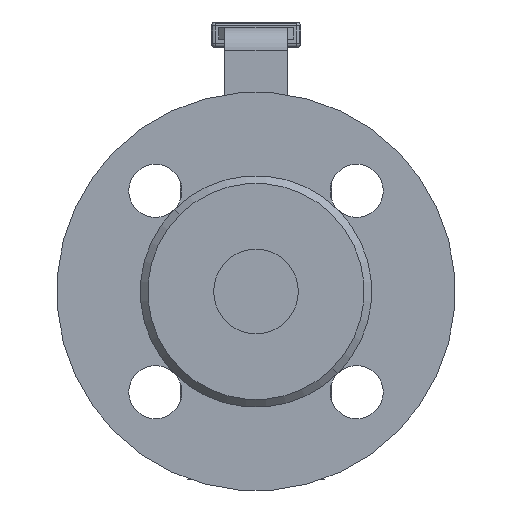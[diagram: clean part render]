
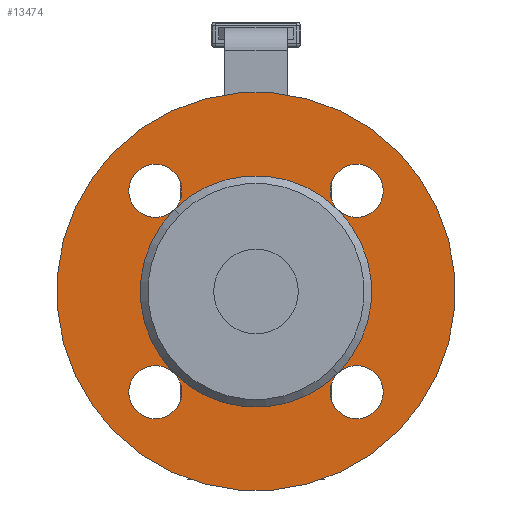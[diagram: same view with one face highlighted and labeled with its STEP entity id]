
A CAD part, left-side view. The second image highlights one B-rep face of the part: STEP entity #13474.
In plain terms, the highlighted planar face has unit normal (-1, 0, 0).
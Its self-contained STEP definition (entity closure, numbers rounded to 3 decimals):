
#11762=CARTESIAN_POINT('',(-80.,21.567,21.567));
#11763=VERTEX_POINT('',#11762);
#11772=CARTESIAN_POINT('',(-80.,31.466,31.466));
#11773=VERTEX_POINT('',#11772);
#11774=CARTESIAN_POINT('',(-80.,26.517,26.517));
#11775=DIRECTION('',(1.,0.,0.));
#11776=DIRECTION('',(0.,-0.707,-0.707));
#11777=AXIS2_PLACEMENT_3D('',#11774,#11775,#11776);
#11778=CIRCLE('',#11777,7.);
#11779=EDGE_CURVE('',#11773,#11763,#11778,.T.);
#11805=CARTESIAN_POINT('',(-80.,21.567,-31.466));
#11806=VERTEX_POINT('',#11805);
#11815=CARTESIAN_POINT('',(-80.,21.567,-21.567));
#11816=VERTEX_POINT('',#11815);
#11817=CARTESIAN_POINT('',(-80.,26.517,-26.517));
#11818=DIRECTION('',(1.,0.,0.));
#11819=DIRECTION('',(0.,-0.707,-0.707));
#11820=AXIS2_PLACEMENT_3D('',#11817,#11818,#11819);
#11821=CIRCLE('',#11820,7.);
#11822=EDGE_CURVE('',#11816,#11806,#11821,.T.);
#11824=CARTESIAN_POINT('',(-80.,31.466,-21.567));
#11825=VERTEX_POINT('',#11824);
#11826=CARTESIAN_POINT('',(-80.,26.517,-26.517));
#11827=DIRECTION('',(1.,0.,0.));
#11828=DIRECTION('',(0.,-0.707,-0.707));
#11829=AXIS2_PLACEMENT_3D('',#11826,#11827,#11828);
#11830=CIRCLE('',#11829,7.);
#11831=EDGE_CURVE('',#11825,#11816,#11830,.T.);
#11857=CARTESIAN_POINT('',(-80.,-31.466,-31.466));
#11858=VERTEX_POINT('',#11857);
#11867=CARTESIAN_POINT('',(-80.,-21.567,-21.567));
#11868=VERTEX_POINT('',#11867);
#11869=CARTESIAN_POINT('',(-80.,-26.517,-26.517));
#11870=DIRECTION('',(1.,0.,0.));
#11871=DIRECTION('',(0.,-0.707,-0.707));
#11872=AXIS2_PLACEMENT_3D('',#11869,#11870,#11871);
#11873=CIRCLE('',#11872,7.);
#11874=EDGE_CURVE('',#11868,#11858,#11873,.T.);
#11900=CARTESIAN_POINT('',(-80.,-31.466,21.567));
#11901=VERTEX_POINT('',#11900);
#11910=CARTESIAN_POINT('',(-80.,-21.567,31.466));
#11911=VERTEX_POINT('',#11910);
#11912=CARTESIAN_POINT('',(-80.,-26.517,26.517));
#11913=DIRECTION('',(1.,0.,0.));
#11914=DIRECTION('',(0.,-0.707,-0.707));
#11915=AXIS2_PLACEMENT_3D('',#11912,#11913,#11914);
#11916=CIRCLE('',#11915,7.);
#11917=EDGE_CURVE('',#11911,#11901,#11916,.T.);
#12007=CARTESIAN_POINT('',(-80.,-21.567,21.567));
#12008=VERTEX_POINT('',#12007);
#12009=CARTESIAN_POINT('',(-80.,-0.,0.));
#12010=DIRECTION('',(1.,0.,0.));
#12011=DIRECTION('',(-0.,0.707,0.707));
#12012=AXIS2_PLACEMENT_3D('',#12009,#12010,#12011);
#12013=CIRCLE('',#12012,30.5);
#12014=EDGE_CURVE('',#12008,#11868,#12013,.T.);
#12016=CARTESIAN_POINT('',(-80.,-0.,0.));
#12017=DIRECTION('',(1.,0.,0.));
#12018=DIRECTION('',(-0.,0.707,0.707));
#12019=AXIS2_PLACEMENT_3D('',#12016,#12017,#12018);
#12020=CIRCLE('',#12019,30.5);
#12021=EDGE_CURVE('',#11763,#12008,#12020,.T.);
#12032=CARTESIAN_POINT('',(-80.,37.123,37.123));
#12033=VERTEX_POINT('',#12032);
#12042=CARTESIAN_POINT('',(-80.,-37.123,-37.123));
#12043=VERTEX_POINT('',#12042);
#12044=CARTESIAN_POINT('',(-80.,-0.,-0.));
#12045=DIRECTION('',(1.,0.,0.));
#12046=DIRECTION('',(-0.,0.707,0.707));
#12047=AXIS2_PLACEMENT_3D('',#12044,#12045,#12046);
#12048=CIRCLE('',#12047,52.5);
#12049=EDGE_CURVE('',#12033,#12043,#12048,.T.);
#13287=CARTESIAN_POINT('',(-80.,-0.,-0.));
#13288=DIRECTION('',(1.,0.,0.));
#13289=DIRECTION('',(-0.,0.707,0.707));
#13290=AXIS2_PLACEMENT_3D('',#13287,#13288,#13289);
#13291=CIRCLE('',#13290,52.5);
#13292=EDGE_CURVE('',#12043,#12033,#13291,.T.);
#13304=CARTESIAN_POINT('',(-80.,-0.,0.));
#13305=DIRECTION('',(1.,0.,0.));
#13306=DIRECTION('',(-0.,0.707,0.707));
#13307=AXIS2_PLACEMENT_3D('',#13304,#13305,#13306);
#13308=CIRCLE('',#13307,30.5);
#13309=EDGE_CURVE('',#11816,#11763,#13308,.T.);
#13311=CARTESIAN_POINT('',(-80.,-0.,0.));
#13312=DIRECTION('',(1.,0.,0.));
#13313=DIRECTION('',(-0.,0.707,0.707));
#13314=AXIS2_PLACEMENT_3D('',#13311,#13312,#13313);
#13315=CIRCLE('',#13314,30.5);
#13316=EDGE_CURVE('',#11868,#11816,#13315,.T.);
#13419=CARTESIAN_POINT('',(-80.,29.345,29.345));
#13420=DIRECTION('',(-1.,-0.,-0.));
#13421=DIRECTION('',(-0.,0.,1.));
#13422=AXIS2_PLACEMENT_3D('',#13419,#13420,#13421);
#13423=PLANE('',#13422);
#13424=ORIENTED_EDGE('',*,*,#13292,.F.);
#13425=ORIENTED_EDGE('',*,*,#12049,.F.);
#13426=EDGE_LOOP('',(#13424,#13425));
#13427=FACE_BOUND('',#13426,.T.);
#13428=ORIENTED_EDGE('',*,*,#12021,.T.);
#13429=CARTESIAN_POINT('',(-80.,-26.517,26.517));
#13430=DIRECTION('',(1.,0.,0.));
#13431=DIRECTION('',(0.,-0.707,-0.707));
#13432=AXIS2_PLACEMENT_3D('',#13429,#13430,#13431);
#13433=CIRCLE('',#13432,7.);
#13434=EDGE_CURVE('',#12008,#11911,#13433,.T.);
#13435=ORIENTED_EDGE('',*,*,#13434,.T.);
#13436=ORIENTED_EDGE('',*,*,#11917,.T.);
#13437=CARTESIAN_POINT('',(-80.,-26.517,26.517));
#13438=DIRECTION('',(1.,0.,0.));
#13439=DIRECTION('',(0.,-0.707,-0.707));
#13440=AXIS2_PLACEMENT_3D('',#13437,#13438,#13439);
#13441=CIRCLE('',#13440,7.);
#13442=EDGE_CURVE('',#11901,#12008,#13441,.T.);
#13443=ORIENTED_EDGE('',*,*,#13442,.T.);
#13444=ORIENTED_EDGE('',*,*,#12014,.T.);
#13445=ORIENTED_EDGE('',*,*,#11874,.T.);
#13446=CARTESIAN_POINT('',(-80.,-26.517,-26.517));
#13447=DIRECTION('',(1.,0.,0.));
#13448=DIRECTION('',(0.,-0.707,-0.707));
#13449=AXIS2_PLACEMENT_3D('',#13446,#13447,#13448);
#13450=CIRCLE('',#13449,7.);
#13451=EDGE_CURVE('',#11858,#11868,#13450,.T.);
#13452=ORIENTED_EDGE('',*,*,#13451,.T.);
#13453=ORIENTED_EDGE('',*,*,#13316,.T.);
#13454=ORIENTED_EDGE('',*,*,#11822,.T.);
#13455=CARTESIAN_POINT('',(-80.,26.517,-26.517));
#13456=DIRECTION('',(1.,0.,0.));
#13457=DIRECTION('',(0.,-0.707,-0.707));
#13458=AXIS2_PLACEMENT_3D('',#13455,#13456,#13457);
#13459=CIRCLE('',#13458,7.);
#13460=EDGE_CURVE('',#11806,#11825,#13459,.T.);
#13461=ORIENTED_EDGE('',*,*,#13460,.T.);
#13462=ORIENTED_EDGE('',*,*,#11831,.T.);
#13463=ORIENTED_EDGE('',*,*,#13309,.T.);
#13464=CARTESIAN_POINT('',(-80.,26.517,26.517));
#13465=DIRECTION('',(1.,0.,0.));
#13466=DIRECTION('',(0.,-0.707,-0.707));
#13467=AXIS2_PLACEMENT_3D('',#13464,#13465,#13466);
#13468=CIRCLE('',#13467,7.);
#13469=EDGE_CURVE('',#11763,#11773,#13468,.T.);
#13470=ORIENTED_EDGE('',*,*,#13469,.T.);
#13471=ORIENTED_EDGE('',*,*,#11779,.T.);
#13472=EDGE_LOOP('',(#13428,#13435,#13436,#13443,#13444,#13445,#13452,#13453,#13454,#13461,#13462,#13463,#13470,#13471));
#13473=FACE_BOUND('',#13472,.T.);
#13474=ADVANCED_FACE('',(#13427,#13473),#13423,.T.);
